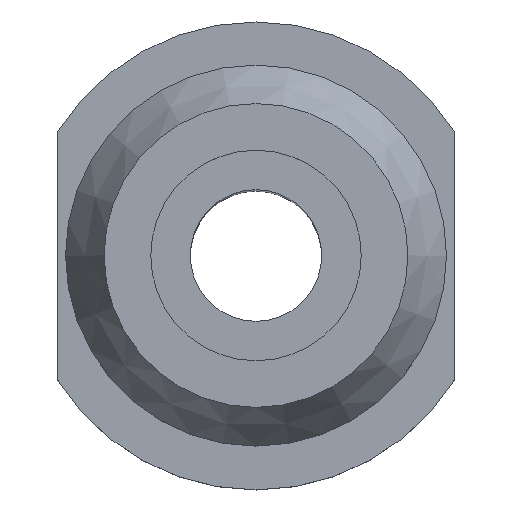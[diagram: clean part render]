
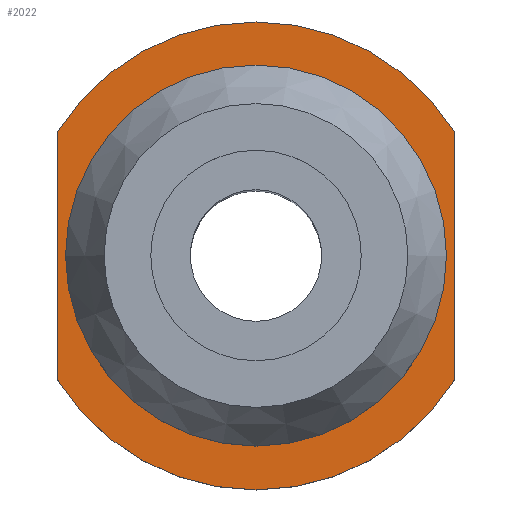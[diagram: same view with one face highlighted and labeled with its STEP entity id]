
A CAD part, top view. The second image highlights one B-rep face of the part: STEP entity #2022.
In plain terms, the highlighted planar face has unit normal (0, 0, 1).
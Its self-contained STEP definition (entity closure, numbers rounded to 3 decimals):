
#1593=LINE('',#10728,#1812);
#1595=LINE('',#10746,#1814);
#1812=VECTOR('',#8079,1.);
#1814=VECTOR('',#8103,1.);
#2022=ADVANCED_FACE('',(#2396,#2397),#6504,.T.);
#2396=FACE_BOUND('',#2548,.T.);
#2397=FACE_BOUND('',#2549,.T.);
#2548=EDGE_LOOP('',(#3124,#3125,#3126,#3127));
#2549=EDGE_LOOP('',(#3128));
#3124=ORIENTED_EDGE('',*,*,#5287,.F.);
#3125=ORIENTED_EDGE('',*,*,#5278,.T.);
#3126=ORIENTED_EDGE('',*,*,#5280,.F.);
#3127=ORIENTED_EDGE('',*,*,#5271,.T.);
#3128=ORIENTED_EDGE('',*,*,#5288,.F.);
#4635=VERTEX_POINT('',#10708);
#4636=VERTEX_POINT('',#10710);
#4640=VERTEX_POINT('',#10720);
#4642=VERTEX_POINT('',#10724);
#4648=VERTEX_POINT('',#10748);
#5271=EDGE_CURVE('',#4636,#4635,#6034,.T.);
#5278=EDGE_CURVE('',#4640,#4642,#6038,.T.);
#5280=EDGE_CURVE('',#4636,#4642,#1593,.T.);
#5287=EDGE_CURVE('',#4640,#4635,#1595,.T.);
#5288=EDGE_CURVE('',#4648,#4648,#6044,.T.);
#6034=CIRCLE('',#7285,17.78);
#6038=CIRCLE('',#7291,17.78);
#6044=CIRCLE('',#7304,13.064);
#6504=PLANE('',#7305);
#7285=AXIS2_PLACEMENT_3D('',#10709,#8059,#8060);
#7291=AXIS2_PLACEMENT_3D('',#10725,#8074,#8075);
#7304=AXIS2_PLACEMENT_3D('',#10747,#8104,#8105);
#7305=AXIS2_PLACEMENT_3D('',#10749,#8106,#8107);
#8059=DIRECTION('',(0.,0.,1.));
#8060=DIRECTION('',(1.,0.,0.));
#8074=DIRECTION('',(0.,0.,1.));
#8075=DIRECTION('',(1.,0.,0.));
#8079=DIRECTION('',(0.,1.,0.));
#8103=DIRECTION('',(0.,-1.,0.));
#8104=DIRECTION('',(0.,0.,1.));
#8105=DIRECTION('',(1.,0.,0.));
#8106=DIRECTION('',(0.,0.,1.));
#8107=DIRECTION('',(-1.,0.,0.));
#10708=CARTESIAN_POINT('',(15.075,-9.427,5.));
#10709=CARTESIAN_POINT('',(0.,0.,5.));
#10710=CARTESIAN_POINT('',(-15.075,-9.427,5.));
#10720=CARTESIAN_POINT('',(15.075,9.427,5.));
#10724=CARTESIAN_POINT('',(-15.075,9.427,5.));
#10725=CARTESIAN_POINT('',(0.,0.,5.));
#10728=CARTESIAN_POINT('',(-15.075,0.,5.));
#10746=CARTESIAN_POINT('',(15.075,0.,5.));
#10747=CARTESIAN_POINT('',(0.,0.,5.));
#10748=CARTESIAN_POINT('',(13.064,0.,5.));
#10749=CARTESIAN_POINT('',(13.064,0.,5.));
